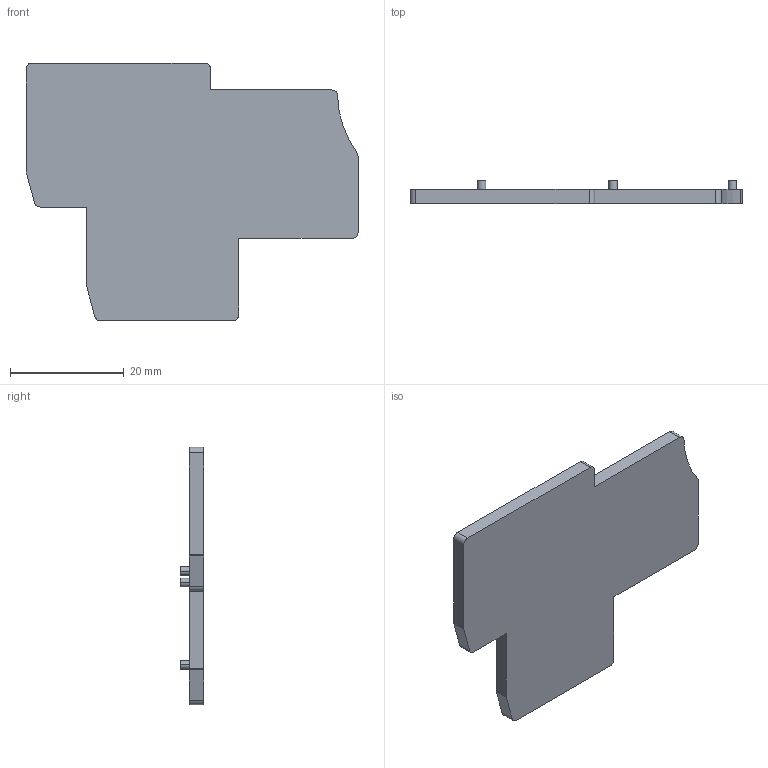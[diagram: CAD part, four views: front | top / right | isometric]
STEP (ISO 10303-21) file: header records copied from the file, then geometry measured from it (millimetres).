
FILE_DESCRIPTION((''),'2;1');
FILE_NAME('8YB750184','2020-11-10T',('Administrator'),(''),'PRO/ENGINEER BY PARAMETRIC TECHNOLOGY CORPORATION, 2013230','PRO/ENGINEER BY PARAMETRIC TECHNOLOGY CORPORATION, 2013230','');
FILE_SCHEMA(('AUTOMOTIVE_DESIGN { 1 0 10303 214 1 1 1 1 }'));
Length unit declared in the file: millimetre
Products named in the file (1): 8YB750184
Bounding box: 58.4 x 4.1 x 45.3 mm (x, y, z)
Volume: 4925.8 mm3; surface area: 4454 mm2
Topology: 1 solids, 1 shells, 34 faces, 87 edges, 58 vertices
Faces by surface type: plane 17, cylinder 17
Entity records: 1113 total; most frequent: DIRECTION 189, CARTESIAN_POINT 181, ORIENTED_EDGE 174, EDGE_CURVE 87, AXIS2_PLACEMENT_3D 68, VERTEX_POINT 58, VECTOR 53, LINE 53
